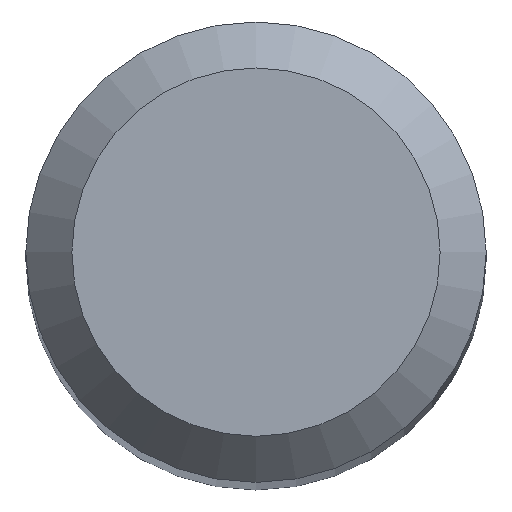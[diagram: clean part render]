
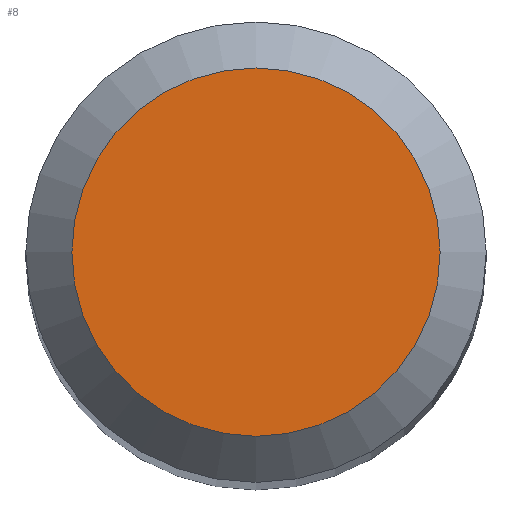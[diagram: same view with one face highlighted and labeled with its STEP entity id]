
A CAD part, top view. The second image highlights one B-rep face of the part: STEP entity #8.
In plain terms, the highlighted planar face has unit normal (0, 0, 1).
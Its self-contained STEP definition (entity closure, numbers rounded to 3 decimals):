
#8 = ADVANCED_FACE ( 'NONE', ( #150 ), #98, .F. ) ;
#16 = CIRCLE ( 'NONE', #71, 1.2 ) ;
#19 = VERTEX_POINT ( 'NONE', #141 ) ;
#29 = DIRECTION ( 'NONE',  ( 0., 0., -1. ) ) ;
#31 = CARTESIAN_POINT ( 'NONE',  ( 0., 0., 38. ) ) ;
#34 = AXIS2_PLACEMENT_3D ( 'NONE', #185, #29, #204 ) ;
#41 = EDGE_LOOP ( 'NONE', ( #146 ) ) ;
#71 = AXIS2_PLACEMENT_3D ( 'NONE', #31, #222, #119 ) ;
#79 = EDGE_CURVE ( 'NONE', #19, #19, #16, .T. ) ;
#98 = PLANE ( 'NONE',  #34 ) ;
#119 = DIRECTION ( 'NONE',  ( 0., 1., 0. ) ) ;
#141 = CARTESIAN_POINT ( 'NONE',  ( 0., 1.2, 38. ) ) ;
#146 = ORIENTED_EDGE ( 'NONE', *, *, #79, .F. ) ;
#150 = FACE_OUTER_BOUND ( 'NONE', #41, .T. ) ;
#185 = CARTESIAN_POINT ( 'NONE',  ( 0., 0., 38. ) ) ;
#204 = DIRECTION ( 'NONE',  ( 0., 1., 0. ) ) ;
#222 = DIRECTION ( 'NONE',  ( 0., 0., -1. ) ) ;
